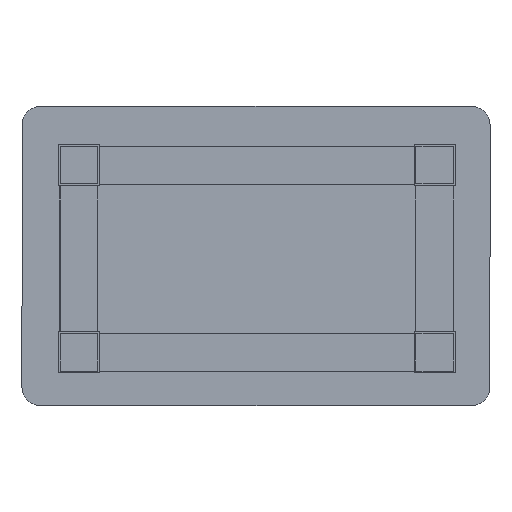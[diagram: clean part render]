
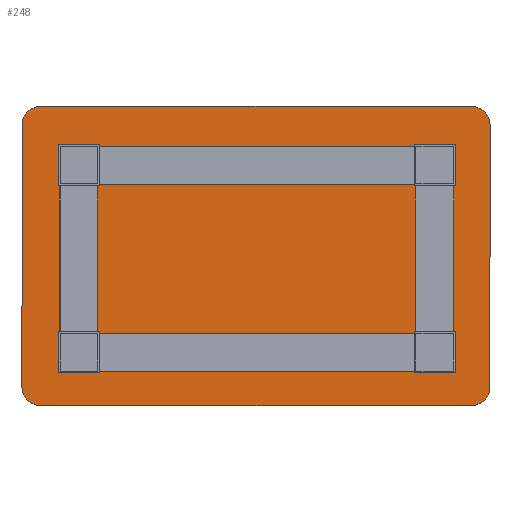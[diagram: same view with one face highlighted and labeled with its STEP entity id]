
A CAD part, front view. The second image highlights one B-rep face of the part: STEP entity #248.
In plain terms, the highlighted planar face has unit normal (0, -1, 0).
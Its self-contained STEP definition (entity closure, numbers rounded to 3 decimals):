
#36 = ORIENTED_EDGE ( 'NONE', *, *, #1465, .F. ) ;
#59 = ORIENTED_EDGE ( 'NONE', *, *, #673, .F. ) ;
#69 = LINE ( 'NONE', #1534, #998 ) ;
#109 = DIRECTION ( 'NONE',  ( 0., 0., 1. ) ) ;
#121 = DIRECTION ( 'NONE',  ( 0., 0., 1. ) ) ;
#164 = CARTESIAN_POINT ( 'NONE',  ( -115., 0., -80. ) ) ;
#167 = CIRCLE ( 'NONE', #2160, 10. ) ;
#175 = VERTEX_POINT ( 'NONE', #1351 ) ;
#198 = DIRECTION ( 'NONE',  ( 0., 0., -1. ) ) ;
#248 = ADVANCED_FACE ( 'NONE', ( #2157 ), #674, .F. ) ;
#256 = ORIENTED_EDGE ( 'NONE', *, *, #1098, .F. ) ;
#263 = CARTESIAN_POINT ( 'NONE',  ( -115., 0., -70. ) ) ;
#308 = CARTESIAN_POINT ( 'NONE',  ( -115., 0., 80. ) ) ;
#312 = CARTESIAN_POINT ( 'NONE',  ( -125., 0., 70. ) ) ;
#413 = ORIENTED_EDGE ( 'NONE', *, *, #2037, .F. ) ;
#440 = LINE ( 'NONE', #308, #2185 ) ;
#454 = VECTOR ( 'NONE', #1554, 1000. ) ;
#491 = DIRECTION ( 'NONE',  ( 0., 1., 0. ) ) ;
#544 = CARTESIAN_POINT ( 'NONE',  ( 115., 0., -80. ) ) ;
#545 = VECTOR ( 'NONE', #1247, 1000. ) ;
#600 = VERTEX_POINT ( 'NONE', #1759 ) ;
#627 = EDGE_CURVE ( 'NONE', #1989, #600, #1841, .T. ) ;
#645 = CARTESIAN_POINT ( 'NONE',  ( -115., 0., 80. ) ) ;
#673 = EDGE_CURVE ( 'NONE', #2299, #2140, #167, .T. ) ;
#674 = PLANE ( 'NONE',  #1266 ) ;
#707 = EDGE_CURVE ( 'NONE', #175, #761, #1924, .T. ) ;
#761 = VERTEX_POINT ( 'NONE', #2356 ) ;
#825 = LINE ( 'NONE', #1954, #454 ) ;
#836 = EDGE_CURVE ( 'NONE', #2014, #1989, #1608, .T. ) ;
#839 = CARTESIAN_POINT ( 'NONE',  ( 115., 0., 70. ) ) ;
#866 = DIRECTION ( 'NONE',  ( 0., 0., 1. ) ) ;
#886 = ORIENTED_EDGE ( 'NONE', *, *, #627, .F. ) ;
#998 = VECTOR ( 'NONE', #1916, 1000. ) ;
#1013 = VERTEX_POINT ( 'NONE', #1331 ) ;
#1053 = ORIENTED_EDGE ( 'NONE', *, *, #836, .F. ) ;
#1098 = EDGE_CURVE ( 'NONE', #600, #2299, #825, .T. ) ;
#1111 = EDGE_CURVE ( 'NONE', #2140, #175, #440, .T. ) ;
#1122 = ORIENTED_EDGE ( 'NONE', *, *, #1111, .F. ) ;
#1170 = DIRECTION ( 'NONE',  ( 1., 0., 0. ) ) ;
#1187 = DIRECTION ( 'NONE',  ( 0., 1., 0. ) ) ;
#1224 = DIRECTION ( 'NONE',  ( 0., 1., 0. ) ) ;
#1247 = DIRECTION ( 'NONE',  ( -1., 0., 0. ) ) ;
#1266 = AXIS2_PLACEMENT_3D ( 'NONE', #2297, #491, #866 ) ;
#1331 = CARTESIAN_POINT ( 'NONE',  ( 125., 0., -70. ) ) ;
#1351 = CARTESIAN_POINT ( 'NONE',  ( 115., 0., 80. ) ) ;
#1465 = EDGE_CURVE ( 'NONE', #761, #1013, #69, .T. ) ;
#1528 = AXIS2_PLACEMENT_3D ( 'NONE', #1834, #1846, #198 ) ;
#1534 = CARTESIAN_POINT ( 'NONE',  ( 125., 0., -70. ) ) ;
#1554 = DIRECTION ( 'NONE',  ( 0., 0., 1. ) ) ;
#1608 = LINE ( 'NONE', #1831, #545 ) ;
#1759 = CARTESIAN_POINT ( 'NONE',  ( -125., 0., -70. ) ) ;
#1773 = DIRECTION ( 'NONE',  ( 0., 0., 1. ) ) ;
#1775 = ORIENTED_EDGE ( 'NONE', *, *, #707, .F. ) ;
#1792 = EDGE_LOOP ( 'NONE', ( #59, #256, #886, #1053, #413, #36, #1775, #1122 ) ) ;
#1831 = CARTESIAN_POINT ( 'NONE',  ( -115., 0., -80. ) ) ;
#1834 = CARTESIAN_POINT ( 'NONE',  ( 115., 0., -70. ) ) ;
#1841 = CIRCLE ( 'NONE', #2351, 10. ) ;
#1846 = DIRECTION ( 'NONE',  ( 0., 1., 0. ) ) ;
#1916 = DIRECTION ( 'NONE',  ( 0., 0., -1. ) ) ;
#1918 = CARTESIAN_POINT ( 'NONE',  ( -115., 0., 70. ) ) ;
#1924 = CIRCLE ( 'NONE', #2270, 10. ) ;
#1954 = CARTESIAN_POINT ( 'NONE',  ( -125., 0., -70. ) ) ;
#1958 = DIRECTION ( 'NONE',  ( 0., 1., 0. ) ) ;
#1989 = VERTEX_POINT ( 'NONE', #164 ) ;
#2014 = VERTEX_POINT ( 'NONE', #544 ) ;
#2037 = EDGE_CURVE ( 'NONE', #1013, #2014, #2221, .T. ) ;
#2140 = VERTEX_POINT ( 'NONE', #645 ) ;
#2157 = FACE_OUTER_BOUND ( 'NONE', #1792, .T. ) ;
#2160 = AXIS2_PLACEMENT_3D ( 'NONE', #1918, #1224, #121 ) ;
#2185 = VECTOR ( 'NONE', #1170, 1000. ) ;
#2221 = CIRCLE ( 'NONE', #1528, 10. ) ;
#2270 = AXIS2_PLACEMENT_3D ( 'NONE', #839, #1958, #1773 ) ;
#2297 = CARTESIAN_POINT ( 'NONE',  ( -115., 0., 70. ) ) ;
#2299 = VERTEX_POINT ( 'NONE', #312 ) ;
#2351 = AXIS2_PLACEMENT_3D ( 'NONE', #263, #1187, #109 ) ;
#2356 = CARTESIAN_POINT ( 'NONE',  ( 125., 0., 70. ) ) ;
